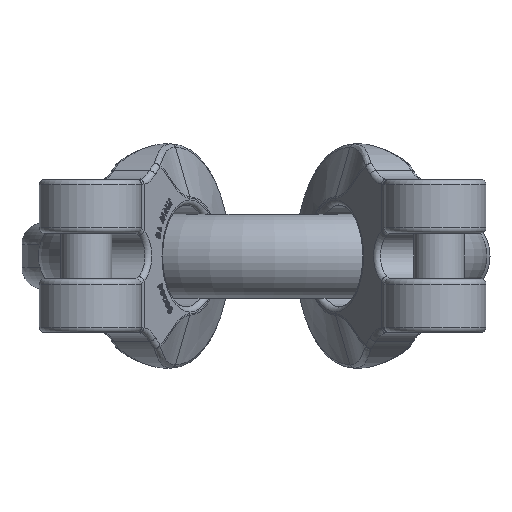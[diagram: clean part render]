
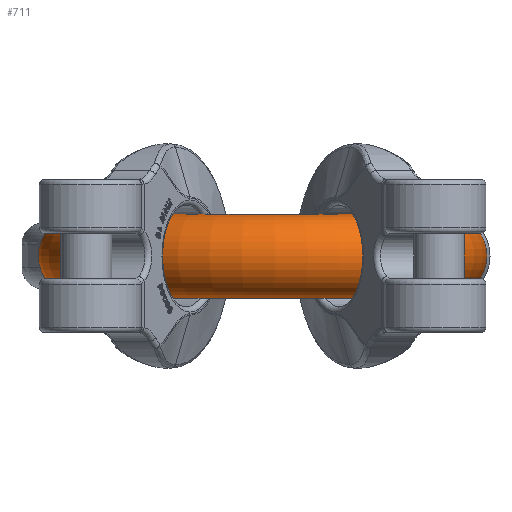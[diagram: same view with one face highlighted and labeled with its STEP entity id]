
A CAD part, front view. The second image highlights one B-rep face of the part: STEP entity #711.
In plain terms, the highlighted toroidal (fillet/blend) face has major radius 71.5 mm and minor radius 16.5 mm.
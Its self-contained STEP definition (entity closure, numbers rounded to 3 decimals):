
#308=TOROIDAL_SURFACE('',#10222,71.5,16.5);
#711=ADVANCED_FACE('',(#1989,#1990),#308,.T.);
#1838=CIRCLE('',#10214,16.5);
#1841=CIRCLE('',#10220,16.5);
#1842=CIRCLE('',#10221,16.5);
#1989=FACE_BOUND('',#2331,.T.);
#1990=FACE_BOUND('',#2332,.T.);
#2331=EDGE_LOOP('',(#5276));
#2332=EDGE_LOOP('',(#5277,#5278,#5279,#5280,#5281,#5282));
#5276=ORIENTED_EDGE('',*,*,#8375,.F.);
#5277=ORIENTED_EDGE('',*,*,#8376,.T.);
#5278=ORIENTED_EDGE('',*,*,#8377,.T.);
#5279=ORIENTED_EDGE('',*,*,#8366,.T.);
#5280=ORIENTED_EDGE('',*,*,#8378,.T.);
#5281=ORIENTED_EDGE('',*,*,#8379,.T.);
#5282=ORIENTED_EDGE('',*,*,#8380,.T.);
#7200=VERTEX_POINT('',#16557);
#7201=VERTEX_POINT('',#16559);
#7208=VERTEX_POINT('',#16601);
#7209=VERTEX_POINT('',#16606);
#7210=VERTEX_POINT('',#16607);
#7211=VERTEX_POINT('',#16616);
#7212=VERTEX_POINT('',#16621);
#8366=EDGE_CURVE('',#7201,#7200,#1838,.T.);
#8375=EDGE_CURVE('',#7208,#7208,#1841,.T.);
#8376=EDGE_CURVE('',#7209,#7210,#9535,.T.);
#8377=EDGE_CURVE('',#7210,#7201,#9536,.T.);
#8378=EDGE_CURVE('',#7200,#7211,#9537,.T.);
#8379=EDGE_CURVE('',#7211,#7212,#9538,.T.);
#8380=EDGE_CURVE('',#7212,#7209,#1842,.T.);
#9535=B_SPLINE_CURVE_WITH_KNOTS('',3,(#16602,#16603,#16604,#16605),.UNSPECIFIED.,
.F.,.F.,(4,4),(0.,1.),.UNSPECIFIED.);
#9536=B_SPLINE_CURVE_WITH_KNOTS('',3,(#16608,#16609,#16610,#16611),.UNSPECIFIED.,
.F.,.F.,(4,4),(0.,1.),.UNSPECIFIED.);
#9537=B_SPLINE_CURVE_WITH_KNOTS('',3,(#16612,#16613,#16614,#16615),.UNSPECIFIED.,
.F.,.F.,(4,4),(0.,1.),.UNSPECIFIED.);
#9538=B_SPLINE_CURVE_WITH_KNOTS('',3,(#16617,#16618,#16619,#16620),.UNSPECIFIED.,
.F.,.F.,(4,4),(0.,1.),.UNSPECIFIED.);
#10214=AXIS2_PLACEMENT_3D('',#16558,#11333,#11334);
#10220=AXIS2_PLACEMENT_3D('',#16600,#11345,#11346);
#10221=AXIS2_PLACEMENT_3D('',#16622,#11347,#11348);
#10222=AXIS2_PLACEMENT_3D('',#16623,#11349,#11350);
#11333=DIRECTION('',(0.,-1.,0.));
#11334=DIRECTION('',(0.,0.,-1.));
#11345=DIRECTION('',(0.,1.,0.));
#11346=DIRECTION('',(0.,0.,-1.));
#11347=DIRECTION('',(0.,-1.,0.));
#11348=DIRECTION('',(0.,0.,-1.));
#11349=DIRECTION('',(0.,0.,1.));
#11350=DIRECTION('',(1.,0.,0.));
#16557=CARTESIAN_POINT('',(-74.998,-45.,-16.125));
#16558=CARTESIAN_POINT('',(-71.5,-45.,0.));
#16559=CARTESIAN_POINT('',(-74.998,-45.,16.125));
#16600=CARTESIAN_POINT('',(71.5,-45.,0.));
#16601=CARTESIAN_POINT('',(71.5,-45.,-16.5));
#16602=CARTESIAN_POINT('',(-68.002,-45.,16.125));
#16603=CARTESIAN_POINT('',(-69.142,-45.247,16.372));
#16604=CARTESIAN_POINT('',(-70.307,-45.375,16.5));
#16605=CARTESIAN_POINT('',(-71.499,-45.375,16.5));
#16606=CARTESIAN_POINT('',(-68.002,-45.,16.125));
#16607=CARTESIAN_POINT('',(-71.499,-45.375,16.5));
#16608=CARTESIAN_POINT('',(-71.499,-45.375,16.5));
#16609=CARTESIAN_POINT('',(-72.692,-45.375,16.5));
#16610=CARTESIAN_POINT('',(-73.858,-45.247,16.372));
#16611=CARTESIAN_POINT('',(-74.998,-45.,16.125));
#16612=CARTESIAN_POINT('',(-74.998,-45.,-16.125));
#16613=CARTESIAN_POINT('',(-73.858,-45.247,-16.372));
#16614=CARTESIAN_POINT('',(-72.692,-45.375,-16.5));
#16615=CARTESIAN_POINT('',(-71.499,-45.375,-16.5));
#16616=CARTESIAN_POINT('',(-71.499,-45.375,-16.5));
#16617=CARTESIAN_POINT('',(-71.499,-45.375,-16.5));
#16618=CARTESIAN_POINT('',(-70.307,-45.375,-16.5));
#16619=CARTESIAN_POINT('',(-69.142,-45.247,-16.372));
#16620=CARTESIAN_POINT('',(-68.002,-45.,-16.125));
#16621=CARTESIAN_POINT('',(-68.002,-45.,-16.125));
#16622=CARTESIAN_POINT('',(-71.5,-45.,0.));
#16623=CARTESIAN_POINT('',(0.,-45.,0.));
